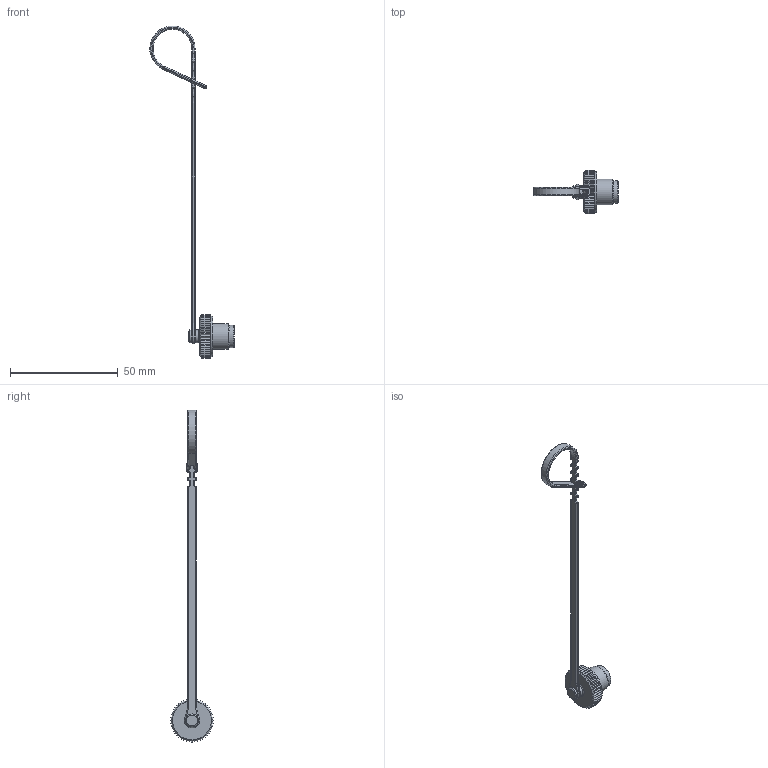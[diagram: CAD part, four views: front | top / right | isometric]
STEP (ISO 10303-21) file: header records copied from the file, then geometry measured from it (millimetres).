
FILE_DESCRIPTION(/* description */ (''),/* implementation_level */ '2;1');
FILE_NAME(/* name */ '08-2425-010-000_bg',/* time_stamp */ '2007-04-27T12:13:38+02:00',/* author */ (''),/* organization */ (''),/* preprocessor_version */ 'ST-DEVELOPER v9',/* originating_system */ 'UGS - NX 4.0',/* authorisation */ '');
FILE_SCHEMA (('AUTOMOTIVE_DESIGN { 1 0 10303 214 1 1 1 1 }'));
Length unit declared in the file: millimetre
Products named in the file (1): kborD7A55ik4
Bounding box: 39.08 x 20 x 153.97 mm (x, y, z)
Volume: 3487.7 mm3; surface area: 3657.9 mm2
Topology: 1 solids, 1 shells, 476 faces, 1178 edges, 609 vertices
Faces by surface type: cylinder 187, plane 167, bspline 92, torus 15, sphere 10, cone 5
Full cylindrical faces by diameter (mm): 6 x2, 8.3 x1, 10.4 x1, 12 x1, 18.8 x1
Entity records: 13885 total; most frequent: CARTESIAN_POINT 3703, ORIENTED_EDGE 2136, DIRECTION 2098, EDGE_CURVE 1068, AXIS2_PLACEMENT_3D 768, VERTEX_POINT 606, LINE 562, VECTOR 562
